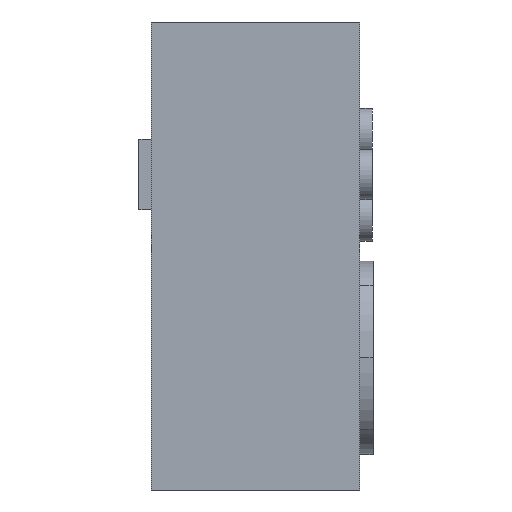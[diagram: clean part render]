
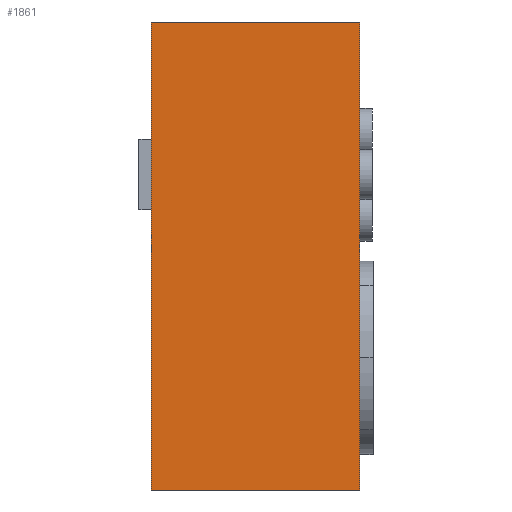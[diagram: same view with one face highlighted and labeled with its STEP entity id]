
A CAD part, left-side view. The second image highlights one B-rep face of the part: STEP entity #1861.
In plain terms, the highlighted planar face has unit normal (-1, 0, 0).
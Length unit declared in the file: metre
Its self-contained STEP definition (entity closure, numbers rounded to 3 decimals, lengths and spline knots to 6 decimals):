
#52=LINE('',#2490,#263);
#100=LINE('',#2647,#311);
#101=LINE('',#2649,#312);
#102=LINE('',#2651,#313);
#263=VECTOR('',#2069,1.);
#311=VECTOR('',#2135,1.);
#312=VECTOR('',#2136,1.);
#313=VECTOR('',#2137,1.);
#550=ORIENTED_EDGE('',*,*,#1028,.F.);
#551=ORIENTED_EDGE('',*,*,#1093,.T.);
#552=ORIENTED_EDGE('',*,*,#1094,.T.);
#553=ORIENTED_EDGE('',*,*,#1095,.F.);
#1028=EDGE_CURVE('',#1300,#1302,#52,.T.);
#1093=EDGE_CURVE('',#1300,#1363,#100,.T.);
#1094=EDGE_CURVE('',#1363,#1364,#101,.T.);
#1095=EDGE_CURVE('',#1302,#1364,#102,.T.);
#1300=VERTEX_POINT('',#2488);
#1302=VERTEX_POINT('',#2491);
#1363=VERTEX_POINT('',#2648);
#1364=VERTEX_POINT('',#2650);
#1543=EDGE_LOOP('',(#550,#551,#552,#553));
#1668=FACE_BOUND('',#1543,.T.);
#1785=PLANE('',#1985);
#1861=ADVANCED_FACE('',(#1668),#1785,.T.);
#1985=AXIS2_PLACEMENT_3D('',#2646,#2133,#2134);
#2069=DIRECTION('',(0.,0.,-1.));
#2133=DIRECTION('',(-1.,0.,0.));
#2134=DIRECTION('',(0.,0.,1.));
#2135=DIRECTION('',(0.,1.,0.));
#2136=DIRECTION('',(0.,0.,-1.));
#2137=DIRECTION('',(0.,1.,0.));
#2488=CARTESIAN_POINT('',(-0.00451,-0.00314,0.0141));
#2490=CARTESIAN_POINT('',(-0.00451,-0.00314,0.014102));
#2491=CARTESIAN_POINT('',(-0.00451,-0.00314,0.));
#2646=CARTESIAN_POINT('',(-0.00451,0.,0.014102));
#2647=CARTESIAN_POINT('',(-0.00451,0.,0.0141));
#2648=CARTESIAN_POINT('',(-0.00451,0.00314,0.0141));
#2649=CARTESIAN_POINT('',(-0.00451,0.00314,0.014102));
#2650=CARTESIAN_POINT('',(-0.00451,0.00314,0.));
#2651=CARTESIAN_POINT('',(-0.00451,0.,0.));
